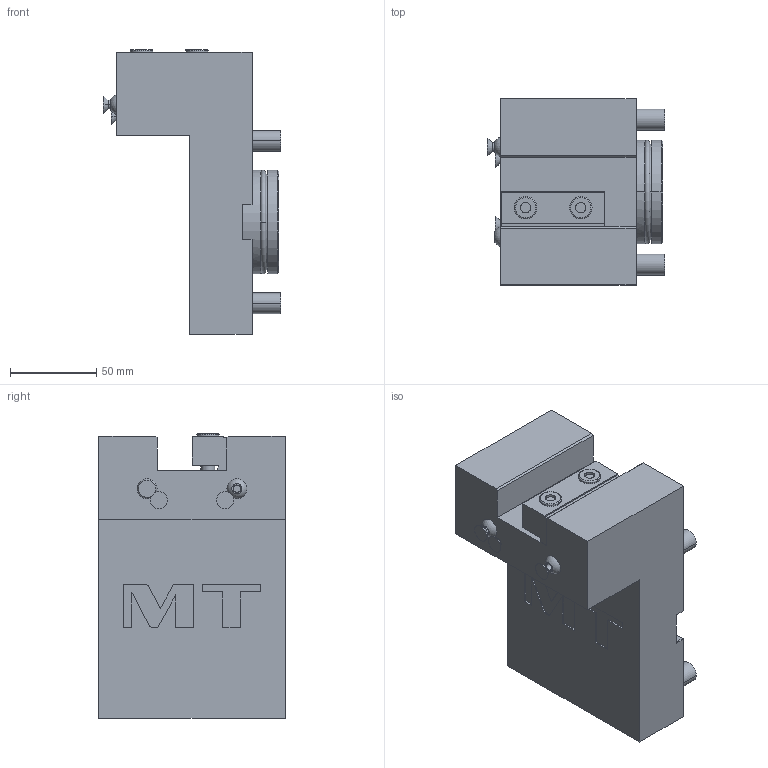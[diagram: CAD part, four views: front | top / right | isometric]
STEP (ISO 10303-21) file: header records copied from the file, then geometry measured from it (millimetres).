
FILE_DESCRIPTION((''),'2;1');
FILE_NAME('MNL0042000_CONF','2023-02-17T11:49:05',('sterribile'),('M.T. srl'),'CREO PARAMETRIC BY PTC INC, 2021072','CREO PARAMETRIC BY PTC INC, 2021072','');
FILE_SCHEMA(('CONFIG_CONTROL_DESIGN'));
Length unit declared in the file: millimetre
Products named in the file (1): MNL0042000_CONF
Bounding box: 102.55 x 108 x 164.85 mm (x, y, z)
Volume: 854608 mm3; surface area: 81944.2 mm2
Topology: 1 solids, 1 shells, 147 faces, 360 edges, 236 vertices
Faces by surface type: plane 79, cylinder 48, torus 8, cone 8, sphere 2, extrusion 2
Entity records: 4402 total; most frequent: DIRECTION 782, CARTESIAN_POINT 755, ORIENTED_EDGE 720, EDGE_CURVE 360, AXIS2_PLACEMENT_3D 279, VERTEX_POINT 236, VECTOR 224, LINE 222
